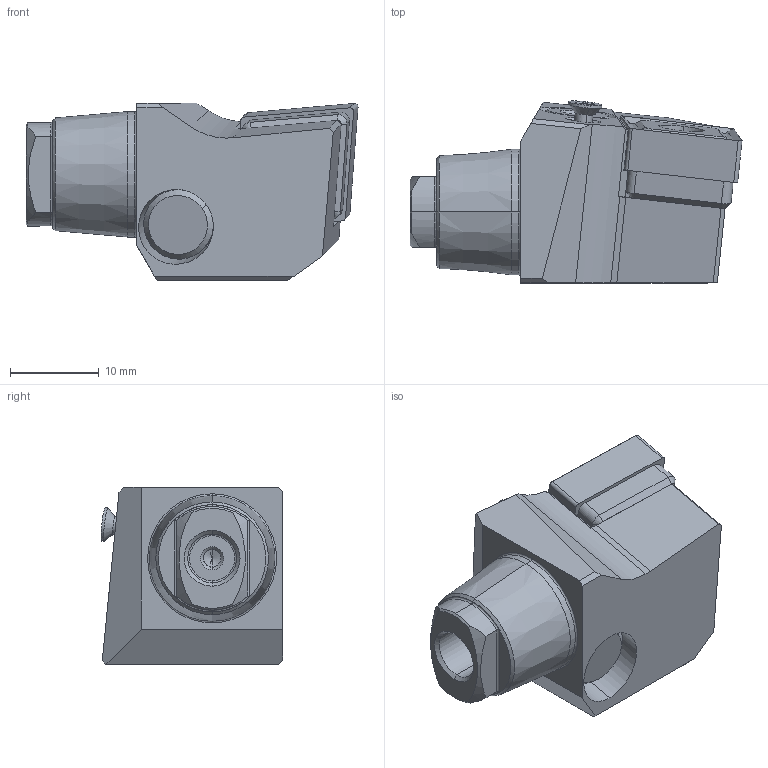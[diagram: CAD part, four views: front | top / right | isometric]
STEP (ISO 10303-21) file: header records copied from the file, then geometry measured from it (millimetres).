
FILE_DESCRIPTION (( 'STEP AP203' ), '1' );
FILE_NAME ('LW4.PCLNL.0825.12.STEP', '2024-08-26T13:36:51', ( '' ), ( '' ), 'SwSTEP 2.0', 'SolidWorks 2022', '' );
FILE_SCHEMA (( 'CONFIG_CONTROL_DESIGN' ));
Length unit declared in the file: millimetre
Products named in the file (8): CNMG120404; WCD-ER4.101.017_A; LW4-PCD.LLA.025_A; WCD-ER1.101.000; WCD-ER2.101.003_A; ISO 14581 - M2x10; LW4.PCLNL.0825.12; WCD-ER3.101.000_A
Assembly tree (7 placements, depth 2):
  LW4.PCLNL.0825.12
    LW4-PCD.LLA.025_A
    ISO 14581 - M2x10
    WCD-ER4.101.017_A
    WCD-ER3.101.000_A
    WCD-ER2.101.003_A
    WCD-ER1.101.000
    CNMG120404
Bounding box: 37.5 x 20.55 x 20 mm (x, y, z)
Volume: 7835.7 mm3; surface area: 5782.1 mm2
Topology: 7 solids, 7 shells, 280 faces, 699 edges, 428 vertices
Faces by surface type: plane 101, cylinder 83, cone 70, torus 14, bspline 12
Entity records: 9537 total; most frequent: CARTESIAN_POINT 2170, ORIENTED_EDGE 1378, DIRECTION 1375, EDGE_CURVE 689, AXIS2_PLACEMENT_3D 519, VERTEX_POINT 428, LINE 337, VECTOR 337
